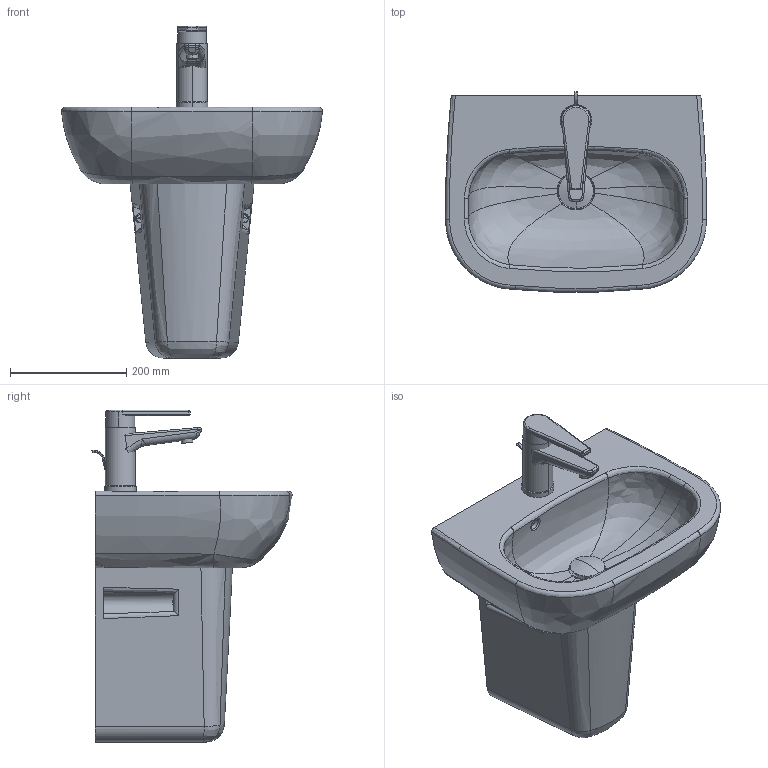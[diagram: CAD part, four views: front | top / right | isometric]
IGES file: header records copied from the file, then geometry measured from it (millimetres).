
Global section: file name: No Iges File Name specified; native system: AutoDesk Inventor R11.0; preprocessor: AutoDesk Inventor Iges Exporter R11.0; author: No Author specified; organization: No Organization specified; date: 20071024.201431; units: millimetre
Bounding box: 450 x 344.89 x 572 mm (x, y, z)
Volume: 11213645.4 mm3; surface area: 1056031.1 mm2
Topology: 9 solids, 9 shells, 279 faces, 679 edges, 404 vertices
Faces by surface type: bspline 95, plane 61, cylinder 58, revolution 31, torus 20, sphere 8, cone 6
